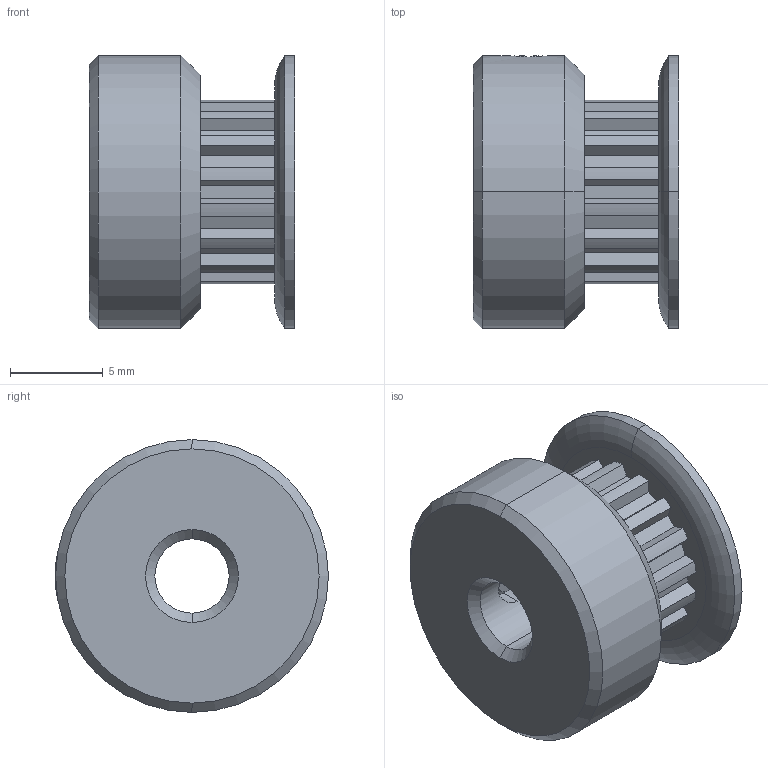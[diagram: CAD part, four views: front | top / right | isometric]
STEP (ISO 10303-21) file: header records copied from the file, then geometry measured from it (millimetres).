
FILE_DESCRIPTION (( 'STEP AP203' ), '1' );
FILE_NAME ('MXL SERIES TIMING BELT PULLEY.STEP', '2021-08-14T06:01:06', ( '' ), ( '' ), 'SwSTEP 2.0', 'SolidWorks 2017', '' );
FILE_SCHEMA (( 'CONFIG_CONTROL_DESIGN' ));
Length unit declared in the file: millimetre
Products named in the file (1): MXL SERIES TIMING BELT PULLEY
Bounding box: 11.1 x 14.7 x 14.7 mm (x, y, z)
Volume: 1282.6 mm3; surface area: 1163 mm2
Topology: 2 solids, 2 shells, 100 faces, 266 edges, 172 vertices
Faces by surface type: plane 60, cylinder 26, cone 12, torus 2
Entity records: 3257 total; most frequent: CARTESIAN_POINT 649, ORIENTED_EDGE 532, DIRECTION 520, EDGE_CURVE 266, VECTOR 194, LINE 194, VERTEX_POINT 172, AXIS2_PLACEMENT_3D 163
